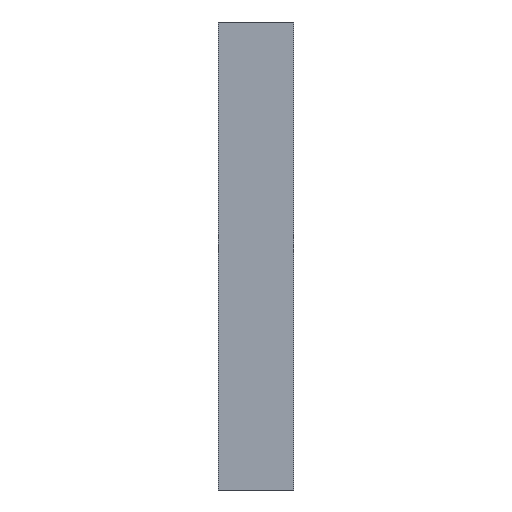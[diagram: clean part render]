
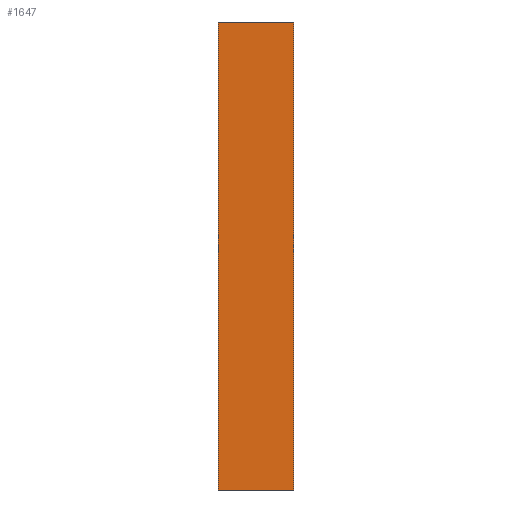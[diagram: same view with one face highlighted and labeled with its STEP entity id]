
A CAD part, left-side view. The second image highlights one B-rep face of the part: STEP entity #1647.
In plain terms, the highlighted planar face has unit normal (-1, 0, 0).
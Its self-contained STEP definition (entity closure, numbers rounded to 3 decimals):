
#102=FACE_OUTER_BOUND('',#183,.T.);
#183=EDGE_LOOP('',(#1320,#1321,#1322,#1323));
#406=LINE('',#2588,#631);
#407=LINE('',#2590,#632);
#408=LINE('',#2592,#633);
#409=LINE('',#2593,#634);
#631=VECTOR('',#2119,10.);
#632=VECTOR('',#2120,10.);
#633=VECTOR('',#2121,10.);
#634=VECTOR('',#2122,10.);
#796=VERTEX_POINT('',#2586);
#797=VERTEX_POINT('',#2587);
#798=VERTEX_POINT('',#2589);
#799=VERTEX_POINT('',#2591);
#1016=EDGE_CURVE('',#796,#797,#406,.T.);
#1017=EDGE_CURVE('',#796,#798,#407,.T.);
#1018=EDGE_CURVE('',#799,#798,#408,.T.);
#1019=EDGE_CURVE('',#797,#799,#409,.T.);
#1320=ORIENTED_EDGE('',*,*,#1016,.F.);
#1321=ORIENTED_EDGE('',*,*,#1017,.T.);
#1322=ORIENTED_EDGE('',*,*,#1018,.F.);
#1323=ORIENTED_EDGE('',*,*,#1019,.F.);
#1566=PLANE('',#1748);
#1647=ADVANCED_FACE('',(#102),#1566,.T.);
#1748=AXIS2_PLACEMENT_3D('',#2585,#2117,#2118);
#2117=DIRECTION('center_axis',(-1.,0.,0.));
#2118=DIRECTION('ref_axis',(0.,0.,1.));
#2119=DIRECTION('',(0.,0.,-1.));
#2120=DIRECTION('',(0.,1.,0.));
#2121=DIRECTION('',(0.,0.,1.));
#2122=DIRECTION('',(0.,1.,0.));
#2585=CARTESIAN_POINT('Origin',(1.571,0.,1.431));
#2586=CARTESIAN_POINT('',(1.571,0.,19.931));
#2587=CARTESIAN_POINT('',(1.571,0.,1.431));
#2588=CARTESIAN_POINT('',(1.571,0.,19.931));
#2589=CARTESIAN_POINT('',(1.571,3.,19.931));
#2590=CARTESIAN_POINT('',(1.571,0.,19.931));
#2591=CARTESIAN_POINT('',(1.571,3.,1.431));
#2592=CARTESIAN_POINT('',(1.571,3.,19.931));
#2593=CARTESIAN_POINT('',(1.571,0.,1.431));
